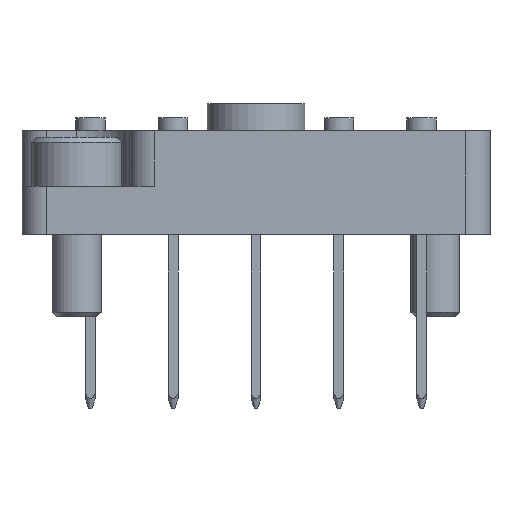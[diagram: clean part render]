
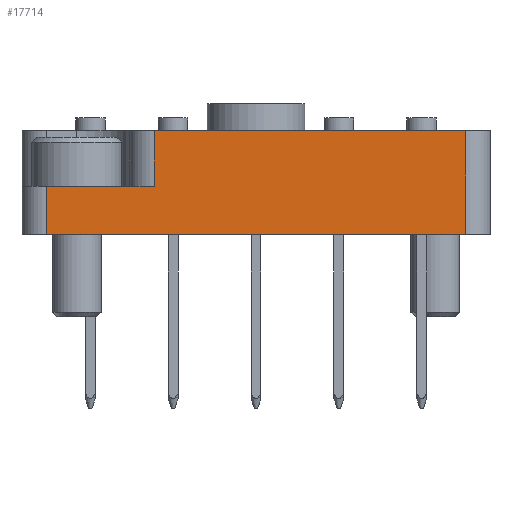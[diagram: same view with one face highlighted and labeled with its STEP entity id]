
A CAD part, front view. The second image highlights one B-rep face of the part: STEP entity #17714.
In plain terms, the highlighted face is planar.
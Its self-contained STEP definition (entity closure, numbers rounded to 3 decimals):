
#286 = CARTESIAN_POINT ( 'NONE',  ( 30., 0., 12.85 ) ) ;
#949 = LINE ( 'NONE', #16163, #19495 ) ;
#1040 = EDGE_LOOP ( 'NONE', ( #6547, #14505, #12908, #9696, #1368, #7320 ) ) ;
#1368 = ORIENTED_EDGE ( 'NONE', *, *, #3406, .T. ) ;
#1992 = LINE ( 'NONE', #14270, #2423 ) ;
#2423 = VECTOR ( 'NONE', #15586, 1000. ) ;
#2492 = CARTESIAN_POINT ( 'NONE',  ( 30., 6.35, 14.35 ) ) ;
#2860 = VERTEX_POINT ( 'NONE', #6114 ) ;
#3406 = EDGE_CURVE ( 'NONE', #6560, #18131, #1992, .T. ) ;
#3901 = VECTOR ( 'NONE', #20011, 1000. ) ;
#4268 = DIRECTION ( 'NONE',  ( 0., 1., 0. ) ) ;
#5181 = CARTESIAN_POINT ( 'NONE',  ( 30., 6.35, -12.85 ) ) ;
#5494 = DIRECTION ( 'NONE',  ( 0., 0., -1. ) ) ;
#5908 = DIRECTION ( 'NONE',  ( 0., 1., 0. ) ) ;
#6047 = VERTEX_POINT ( 'NONE', #5181 ) ;
#6114 = CARTESIAN_POINT ( 'NONE',  ( 30., 6.35, 6.25 ) ) ;
#6547 = ORIENTED_EDGE ( 'NONE', *, *, #9921, .F. ) ;
#6560 = VERTEX_POINT ( 'NONE', #286 ) ;
#6954 = DIRECTION ( 'NONE',  ( 0., -1., 0. ) ) ;
#7320 = ORIENTED_EDGE ( 'NONE', *, *, #12893, .T. ) ;
#7397 = CARTESIAN_POINT ( 'NONE',  ( 30., 2.95, 12.85 ) ) ;
#7547 = CARTESIAN_POINT ( 'NONE',  ( 30., 0., 12.85 ) ) ;
#7692 = VECTOR ( 'NONE', #5908, 1000. ) ;
#8103 = AXIS2_PLACEMENT_3D ( 'NONE', #14897, #8614, #4268 ) ;
#8519 = PLANE ( 'NONE',  #8103 ) ;
#8614 = DIRECTION ( 'NONE',  ( 1., 0., 0. ) ) ;
#9063 = EDGE_CURVE ( 'NONE', #14585, #16615, #15970, .T. ) ;
#9351 = CARTESIAN_POINT ( 'NONE',  ( 30., 6.35, -12.85 ) ) ;
#9696 = ORIENTED_EDGE ( 'NONE', *, *, #12874, .T. ) ;
#9921 = EDGE_CURVE ( 'NONE', #2860, #6047, #10421, .T. ) ;
#10421 = LINE ( 'NONE', #2492, #3901 ) ;
#10423 = CARTESIAN_POINT ( 'NONE',  ( 30., 0., -12.85 ) ) ;
#10986 = DIRECTION ( 'NONE',  ( 0., -1., 0. ) ) ;
#12405 = LINE ( 'NONE', #7547, #15439 ) ;
#12516 = CARTESIAN_POINT ( 'NONE',  ( 30., 2.95, 6.25 ) ) ;
#12874 = EDGE_CURVE ( 'NONE', #14585, #6560, #12405, .T. ) ;
#12893 = EDGE_CURVE ( 'NONE', #18131, #6047, #14004, .T. ) ;
#12908 = ORIENTED_EDGE ( 'NONE', *, *, #9063, .F. ) ;
#13503 = CARTESIAN_POINT ( 'NONE',  ( 30., 2.95, 7.75 ) ) ;
#14004 = LINE ( 'NONE', #9351, #7692 ) ;
#14270 = CARTESIAN_POINT ( 'NONE',  ( 30., 0., 14.35 ) ) ;
#14505 = ORIENTED_EDGE ( 'NONE', *, *, #19009, .T. ) ;
#14585 = VERTEX_POINT ( 'NONE', #7397 ) ;
#14897 = CARTESIAN_POINT ( 'NONE',  ( 30., 6.35, 14.35 ) ) ;
#15439 = VECTOR ( 'NONE', #10986, 1000. ) ;
#15545 = VECTOR ( 'NONE', #5494, 1000. ) ;
#15586 = DIRECTION ( 'NONE',  ( 0., 0., -1. ) ) ;
#15970 = LINE ( 'NONE', #13503, #15545 ) ;
#16163 = CARTESIAN_POINT ( 'NONE',  ( 30., 2.95, 6.25 ) ) ;
#16497 = FACE_OUTER_BOUND ( 'NONE', #1040, .T. ) ;
#16615 = VERTEX_POINT ( 'NONE', #12516 ) ;
#17714 = ADVANCED_FACE ( 'NONE', ( #16497 ), #8519, .T. ) ;
#18131 = VERTEX_POINT ( 'NONE', #10423 ) ;
#19009 = EDGE_CURVE ( 'NONE', #2860, #16615, #949, .T. ) ;
#19495 = VECTOR ( 'NONE', #6954, 1000. ) ;
#20011 = DIRECTION ( 'NONE',  ( 0., 0., -1. ) ) ;
